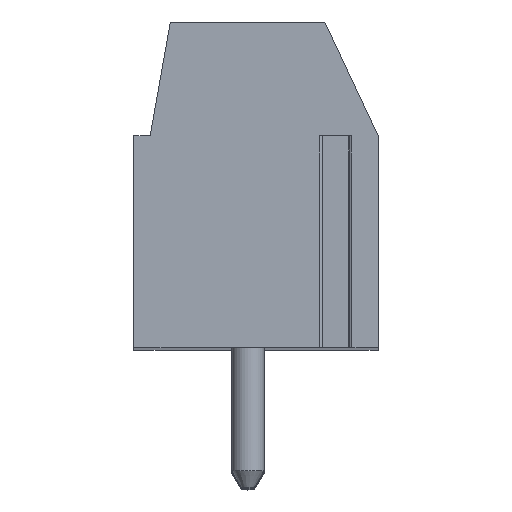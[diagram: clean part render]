
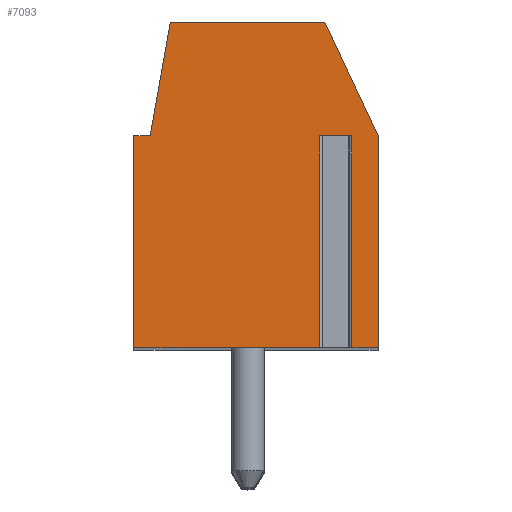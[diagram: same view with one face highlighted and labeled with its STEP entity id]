
A CAD part, top view. The second image highlights one B-rep face of the part: STEP entity #7093.
In plain terms, the highlighted planar face has unit normal (0, 0, 1).
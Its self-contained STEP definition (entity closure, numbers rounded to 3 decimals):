
#251=DIRECTION('',(-1.,0.,0.));
#252=VECTOR('',#251,0.996);
#253=CARTESIAN_POINT('',(2.948,1.5,42.5));
#254=LINE('',#253,#252);
#255=DIRECTION('',(0.,-1.,0.));
#256=VECTOR('',#255,6.5);
#257=CARTESIAN_POINT('',(1.952,1.5,42.5));
#258=LINE('',#257,#256);
#259=DIRECTION('',(1.,0.,0.));
#260=VECTOR('',#259,5.702);
#261=CARTESIAN_POINT('',(-3.75,-5.,42.5));
#262=LINE('',#261,#260);
#263=DIRECTION('',(0.,-1.,0.));
#264=VECTOR('',#263,6.5);
#265=CARTESIAN_POINT('',(-3.75,1.5,42.5));
#266=LINE('',#265,#264);
#267=DIRECTION('',(-1.,0.,0.));
#268=VECTOR('',#267,0.5);
#269=CARTESIAN_POINT('',(-3.25,1.5,42.5));
#270=LINE('',#269,#268);
#271=DIRECTION('',(-0.174,-0.985,0.));
#272=VECTOR('',#271,3.554);
#273=CARTESIAN_POINT('',(-2.633,5.,42.5));
#274=LINE('',#273,#272);
#275=DIRECTION('',(-1.,0.,0.));
#276=VECTOR('',#275,4.751);
#277=CARTESIAN_POINT('',(2.118,5.,42.5));
#278=LINE('',#277,#276);
#279=DIRECTION('',(-0.423,0.906,0.));
#280=VECTOR('',#279,3.862);
#281=CARTESIAN_POINT('',(3.75,1.5,42.5));
#282=LINE('',#281,#280);
#283=DIRECTION('',(0.,1.,0.));
#284=VECTOR('',#283,6.5);
#285=CARTESIAN_POINT('',(3.75,-5.,42.5));
#286=LINE('',#285,#284);
#287=DIRECTION('',(1.,0.,0.));
#288=VECTOR('',#287,0.802);
#289=CARTESIAN_POINT('',(2.948,-5.,42.5));
#290=LINE('',#289,#288);
#291=DIRECTION('',(0.,-1.,0.));
#292=VECTOR('',#291,6.5);
#293=CARTESIAN_POINT('',(2.948,1.5,42.5));
#294=LINE('',#293,#292);
#5431=CARTESIAN_POINT('',(3.75,-5.,42.5));
#5432=CARTESIAN_POINT('',(3.75,1.5,42.5));
#5433=VERTEX_POINT('',#5431);
#5434=VERTEX_POINT('',#5432);
#5435=CARTESIAN_POINT('',(2.118,5.,42.5));
#5436=VERTEX_POINT('',#5435);
#5437=CARTESIAN_POINT('',(-2.633,5.,42.5));
#5438=VERTEX_POINT('',#5437);
#5439=CARTESIAN_POINT('',(-3.25,1.5,42.5));
#5440=VERTEX_POINT('',#5439);
#5441=CARTESIAN_POINT('',(-3.75,1.5,42.5));
#5442=VERTEX_POINT('',#5441);
#5443=CARTESIAN_POINT('',(-3.75,-5.,42.5));
#5444=VERTEX_POINT('',#5443);
#5489=CARTESIAN_POINT('',(2.948,1.5,42.5));
#5490=CARTESIAN_POINT('',(1.952,1.5,42.5));
#5491=VERTEX_POINT('',#5489);
#5492=VERTEX_POINT('',#5490);
#5493=CARTESIAN_POINT('',(2.948,-5.,42.5));
#5494=VERTEX_POINT('',#5493);
#5495=CARTESIAN_POINT('',(1.952,-5.,42.5));
#5496=VERTEX_POINT('',#5495);
#7067=CARTESIAN_POINT('',(0.,0.,42.5));
#7068=DIRECTION('',(0.,0.,1.));
#7069=DIRECTION('',(1.,0.,0.));
#7070=AXIS2_PLACEMENT_3D('',#7067,#7068,#7069);
#7071=PLANE('',#7070);
#7073=ORIENTED_EDGE('',*,*,#7072,.T.);
#7075=ORIENTED_EDGE('',*,*,#7074,.T.);
#7076=ORIENTED_EDGE('',*,*,#6981,.F.);
#7078=ORIENTED_EDGE('',*,*,#7077,.F.);
#7080=ORIENTED_EDGE('',*,*,#7079,.F.);
#7082=ORIENTED_EDGE('',*,*,#7081,.F.);
#7084=ORIENTED_EDGE('',*,*,#7083,.F.);
#7086=ORIENTED_EDGE('',*,*,#7085,.F.);
#7088=ORIENTED_EDGE('',*,*,#7087,.F.);
#7089=ORIENTED_EDGE('',*,*,#6960,.F.);
#7090=ORIENTED_EDGE('',*,*,#7057,.F.);
#7091=EDGE_LOOP('',(#7073,#7075,#7076,#7078,#7080,#7082,#7084,#7086,#7088,#7089,
#7090));
#7092=FACE_OUTER_BOUND('',#7091,.F.);
#6960=EDGE_CURVE('',#5494,#5433,#290,.T.);
#6981=EDGE_CURVE('',#5444,#5496,#262,.T.);
#7057=EDGE_CURVE('',#5491,#5494,#294,.T.);
#7072=EDGE_CURVE('',#5491,#5492,#254,.T.);
#7074=EDGE_CURVE('',#5492,#5496,#258,.T.);
#7077=EDGE_CURVE('',#5442,#5444,#266,.T.);
#7079=EDGE_CURVE('',#5440,#5442,#270,.T.);
#7081=EDGE_CURVE('',#5438,#5440,#274,.T.);
#7083=EDGE_CURVE('',#5436,#5438,#278,.T.);
#7085=EDGE_CURVE('',#5434,#5436,#282,.T.);
#7087=EDGE_CURVE('',#5433,#5434,#286,.T.);
#7093=ADVANCED_FACE('',(#7092),#7071,.T.);
